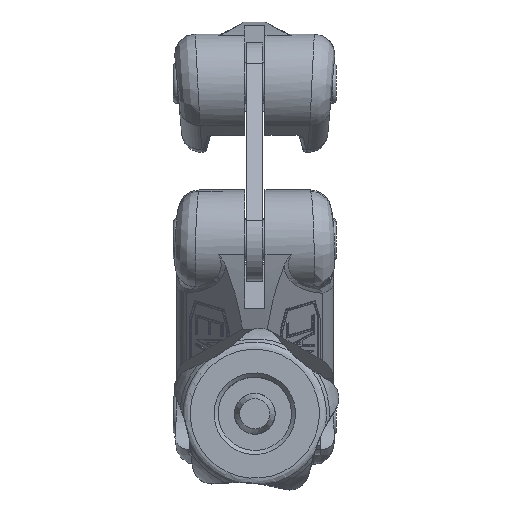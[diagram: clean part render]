
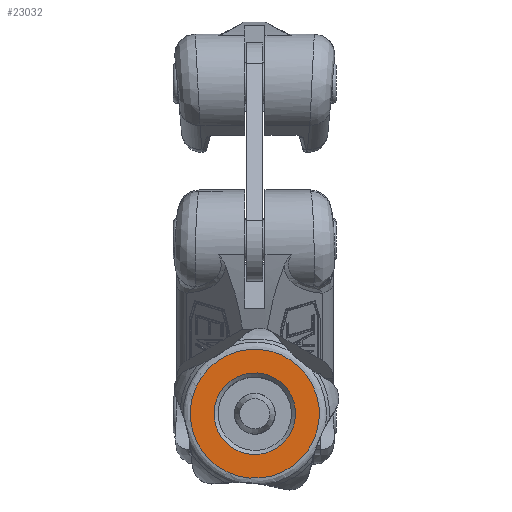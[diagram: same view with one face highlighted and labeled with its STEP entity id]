
A CAD part, front view. The second image highlights one B-rep face of the part: STEP entity #23032.
In plain terms, the highlighted face is planar.
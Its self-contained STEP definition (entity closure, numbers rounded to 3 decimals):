
#532=PLANE('',#25976);
#5668=CIRCLE('',#25793,5.);
#5675=CIRCLE('',#25802,7.902);
#12483=ORIENTED_EDGE('',*,*,#15682,.T.);
#12484=ORIENTED_EDGE('',*,*,#15666,.F.);
#15666=EDGE_CURVE('',#17771,#17771,#5668,.T.);
#15682=EDGE_CURVE('',#17786,#17786,#5675,.T.);
#17771=VERTEX_POINT('',#44222);
#17786=VERTEX_POINT('',#44300);
#19468=EDGE_LOOP('',(#12483));
#19469=EDGE_LOOP('',(#12484));
#20974=FACE_BOUND('',#19468,.T.);
#20975=FACE_BOUND('',#19469,.T.);
#23032=ADVANCED_FACE('',(#20974,#20975),#532,.T.);
#25793=AXIS2_PLACEMENT_3D('',#44221,#32697,#32698);
#25802=AXIS2_PLACEMENT_3D('',#44299,#32715,#32716);
#25976=AXIS2_PLACEMENT_3D('',#44973,#33093,#33094);
#32697=DIRECTION('',(0.,0.,1.));
#32698=DIRECTION('',(0.,1.,0.));
#32715=DIRECTION('',(0.,0.,1.));
#32716=DIRECTION('',(1.,0.,0.));
#33093=DIRECTION('',(0.,0.,1.));
#33094=DIRECTION('',(1.,0.,0.));
#44221=CARTESIAN_POINT('',(0.,0.,17.));
#44222=CARTESIAN_POINT('',(0.,5.,17.));
#44299=CARTESIAN_POINT('',(0.,0.,17.));
#44300=CARTESIAN_POINT('',(7.902,0.,17.));
#44973=CARTESIAN_POINT('',(0.013,0.005,17.));
